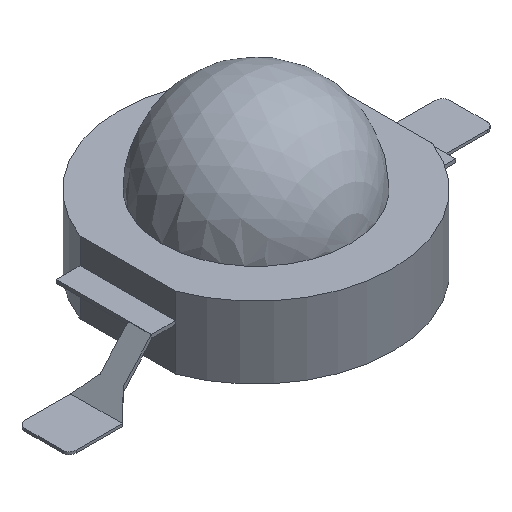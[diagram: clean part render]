
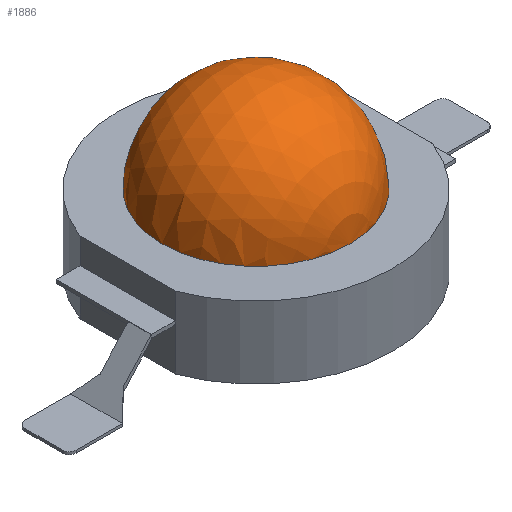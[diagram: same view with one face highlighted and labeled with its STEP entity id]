
A CAD part, isometric view. The second image highlights one B-rep face of the part: STEP entity #1886.
In plain terms, the highlighted spherical face has radius 2.75 mm.
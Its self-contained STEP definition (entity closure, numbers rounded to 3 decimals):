
#129 = PLANE('',#130);
#130 = AXIS2_PLACEMENT_3D('',#131,#132,#133);
#131 = CARTESIAN_POINT('',(0.,0.,2.1));
#132 = DIRECTION('',(0.,0.,1.));
#133 = DIRECTION('',(1.,0.,0.));
#771 = EDGE_CURVE('',#772,#774,#776,.T.);
#772 = VERTEX_POINT('',#773);
#773 = CARTESIAN_POINT('',(0.,-2.75,2.1));
#774 = VERTEX_POINT('',#775);
#775 = CARTESIAN_POINT('',(0.,2.75,2.1));
#776 = SURFACE_CURVE('',#777,(#782,#789),.PCURVE_S1.);
#777 = CIRCLE('',#778,2.75);
#778 = AXIS2_PLACEMENT_3D('',#779,#780,#781);
#779 = CARTESIAN_POINT('',(0.,0.,2.1));
#780 = DIRECTION('',(0.,0.,1.));
#781 = DIRECTION('',(1.,0.,0.));
#782 = PCURVE('',#129,#783);
#783 = DEFINITIONAL_REPRESENTATION('',(#784),#788);
#784 = CIRCLE('',#785,2.75);
#785 = AXIS2_PLACEMENT_2D('',#786,#787);
#786 = CARTESIAN_POINT('',(0.,0.));
#787 = DIRECTION('',(1.,0.));
#788 = ( GEOMETRIC_REPRESENTATION_CONTEXT(2) 
PARAMETRIC_REPRESENTATION_CONTEXT() REPRESENTATION_CONTEXT('2D SPACE',''
  ) );
#789 = PCURVE('',#790,#795);
#790 = SPHERICAL_SURFACE('',#791,2.75);
#791 = AXIS2_PLACEMENT_3D('',#792,#793,#794);
#792 = CARTESIAN_POINT('',(0.,0.,2.1));
#793 = DIRECTION('',(0.,1.,0.));
#794 = DIRECTION('',(1.,0.,0.));
#795 = DEFINITIONAL_REPRESENTATION('',(#796),#800);
#796 = LINE('',#797,#798);
#797 = CARTESIAN_POINT('',(-0.,-6.283));
#798 = VECTOR('',#799,1.);
#799 = DIRECTION('',(-0.,1.));
#800 = ( GEOMETRIC_REPRESENTATION_CONTEXT(2) 
PARAMETRIC_REPRESENTATION_CONTEXT() REPRESENTATION_CONTEXT('2D SPACE',''
  ) );
#802 = EDGE_CURVE('',#772,#774,#803,.T.);
#803 = SURFACE_CURVE('',#804,(#809,#820),.PCURVE_S1.);
#804 = CIRCLE('',#805,2.75);
#805 = AXIS2_PLACEMENT_3D('',#806,#807,#808);
#806 = CARTESIAN_POINT('',(0.,0.,2.1));
#807 = DIRECTION('',(0.,0.,-1.));
#808 = DIRECTION('',(-1.,0.,0.));
#809 = PCURVE('',#129,#810);
#810 = DEFINITIONAL_REPRESENTATION('',(#811),#819);
#811 = ( BOUNDED_CURVE() B_SPLINE_CURVE(2,(#812,#813,#814,#815,#816,#817
,#818),.UNSPECIFIED.,.T.,.F.) B_SPLINE_CURVE_WITH_KNOTS((1,2,2,2,2,1),(
    -2.094,0.,2.094,4.189,6.283,
8.378),.UNSPECIFIED.) CURVE() GEOMETRIC_REPRESENTATION_ITEM() 
RATIONAL_B_SPLINE_CURVE((1.,0.5,1.,0.5,1.,0.5,1.)) REPRESENTATION_ITEM(
  '') );
#812 = CARTESIAN_POINT('',(-2.75,0.));
#813 = CARTESIAN_POINT('',(-2.75,4.763));
#814 = CARTESIAN_POINT('',(1.375,2.382));
#815 = CARTESIAN_POINT('',(5.5,0.));
#816 = CARTESIAN_POINT('',(1.375,-2.382));
#817 = CARTESIAN_POINT('',(-2.75,-4.763));
#818 = CARTESIAN_POINT('',(-2.75,0.));
#819 = ( GEOMETRIC_REPRESENTATION_CONTEXT(2) 
PARAMETRIC_REPRESENTATION_CONTEXT() REPRESENTATION_CONTEXT('2D SPACE',''
  ) );
#820 = PCURVE('',#790,#821);
#821 = DEFINITIONAL_REPRESENTATION('',(#822),#826);
#822 = LINE('',#823,#824);
#823 = CARTESIAN_POINT('',(-3.142,-6.283));
#824 = VECTOR('',#825,1.);
#825 = DIRECTION('',(-0.,1.));
#826 = ( GEOMETRIC_REPRESENTATION_CONTEXT(2) 
PARAMETRIC_REPRESENTATION_CONTEXT() REPRESENTATION_CONTEXT('2D SPACE',''
  ) );
#1886 = ADVANCED_FACE('',(#1887),#790,.T.);
#1887 = FACE_BOUND('',#1888,.F.);
#1888 = EDGE_LOOP('',(#1889,#1890));
#1889 = ORIENTED_EDGE('',*,*,#802,.T.);
#1890 = ORIENTED_EDGE('',*,*,#771,.F.);
